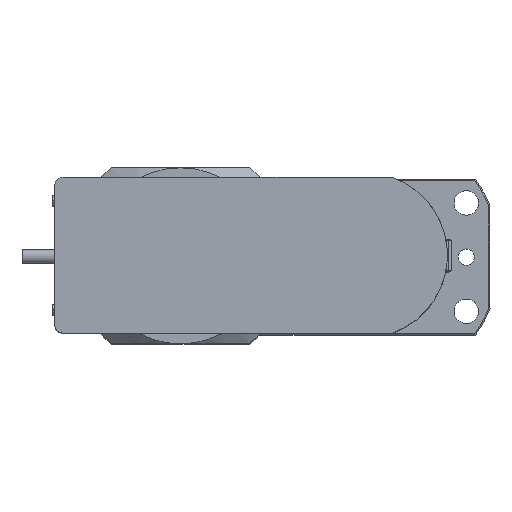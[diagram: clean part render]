
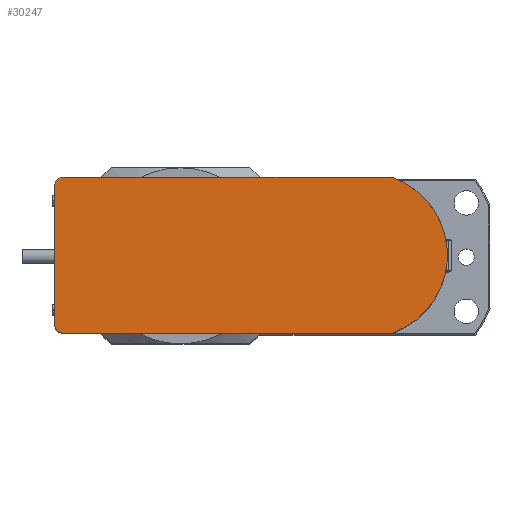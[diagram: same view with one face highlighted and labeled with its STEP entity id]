
A CAD part, top view. The second image highlights one B-rep face of the part: STEP entity #30247.
In plain terms, the highlighted planar face has unit normal (0, 0, 1).
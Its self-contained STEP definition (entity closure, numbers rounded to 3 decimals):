
#2027=CIRCLE('',#32849,6.6);
#2032=CIRCLE('',#32861,61.);
#2033=CIRCLE('',#32862,6.6);
#3018=PLANE('',#32860);
#4376=FACE_OUTER_BOUND('',#6149,.T.);
#6149=EDGE_LOOP('',(#24498,#24499,#24500,#24501,#24502,#24503));
#8570=LINE('',#47603,#11139);
#8671=LINE('',#47898,#11240);
#8672=LINE('',#47902,#11241);
#11139=VECTOR('',#38736,10.);
#11240=VECTOR('',#39041,10.);
#11241=VECTOR('',#39044,10.);
#13828=VERTEX_POINT('',#47600);
#13829=VERTEX_POINT('',#47602);
#13894=VERTEX_POINT('',#47864);
#13903=VERTEX_POINT('',#47897);
#13904=VERTEX_POINT('',#47899);
#13905=VERTEX_POINT('',#47901);
#17470=EDGE_CURVE('',#13829,#13828,#8570,.T.);
#17594=EDGE_CURVE('',#13828,#13894,#2027,.T.);
#17610=EDGE_CURVE('',#13894,#13903,#8671,.T.);
#17611=EDGE_CURVE('',#13903,#13904,#2032,.T.);
#17612=EDGE_CURVE('',#13904,#13905,#8672,.T.);
#17613=EDGE_CURVE('',#13905,#13829,#2033,.T.);
#24498=ORIENTED_EDGE('',*,*,#17610,.T.);
#24499=ORIENTED_EDGE('',*,*,#17611,.T.);
#24500=ORIENTED_EDGE('',*,*,#17612,.T.);
#24501=ORIENTED_EDGE('',*,*,#17613,.T.);
#24502=ORIENTED_EDGE('',*,*,#17470,.T.);
#24503=ORIENTED_EDGE('',*,*,#17594,.T.);
#30247=ADVANCED_FACE('',(#4376),#3018,.T.);
#32849=AXIS2_PLACEMENT_3D('',#47866,#39006,#39007);
#32860=AXIS2_PLACEMENT_3D('',#47896,#39039,#39040);
#32861=AXIS2_PLACEMENT_3D('',#47900,#39042,#39043);
#32862=AXIS2_PLACEMENT_3D('',#47903,#39045,#39046);
#38736=DIRECTION('',(0.,-1.,0.));
#39006=DIRECTION('center_axis',(0.,0.,
1.));
#39007=DIRECTION('ref_axis',(-1.,0.,0.));
#39039=DIRECTION('center_axis',(0.,0.,
1.));
#39040=DIRECTION('ref_axis',(1.,0.,0.));
#39041=DIRECTION('',(1.,0.,0.));
#39042=DIRECTION('center_axis',(0.,0.,
1.));
#39043=DIRECTION('ref_axis',(0.334,-0.943,0.));
#39044=DIRECTION('',(-1.,0.,0.));
#39045=DIRECTION('center_axis',(0.,0.,
1.));
#39046=DIRECTION('ref_axis',(0.,1.,0.));
#47600=CARTESIAN_POINT('',(-229.,-50.9,832.));
#47602=CARTESIAN_POINT('',(-229.,50.9,832.));
#47603=CARTESIAN_POINT('',(-229.,50.9,832.));
#47864=CARTESIAN_POINT('',(-222.4,-57.5,832.));
#47866=CARTESIAN_POINT('Origin',(-222.4,-50.9,832.));
#47896=CARTESIAN_POINT('Origin',(-98.708,0.,
832.));
#47897=CARTESIAN_POINT('',(20.365,-57.5,832.));
#47898=CARTESIAN_POINT('',(-222.4,-57.5,832.));
#47899=CARTESIAN_POINT('',(20.365,57.5,832.));
#47900=CARTESIAN_POINT('Origin',(0.,0.,
832.));
#47901=CARTESIAN_POINT('',(-222.4,57.5,832.));
#47902=CARTESIAN_POINT('',(20.365,57.5,832.));
#47903=CARTESIAN_POINT('Origin',(-222.4,50.9,832.));
